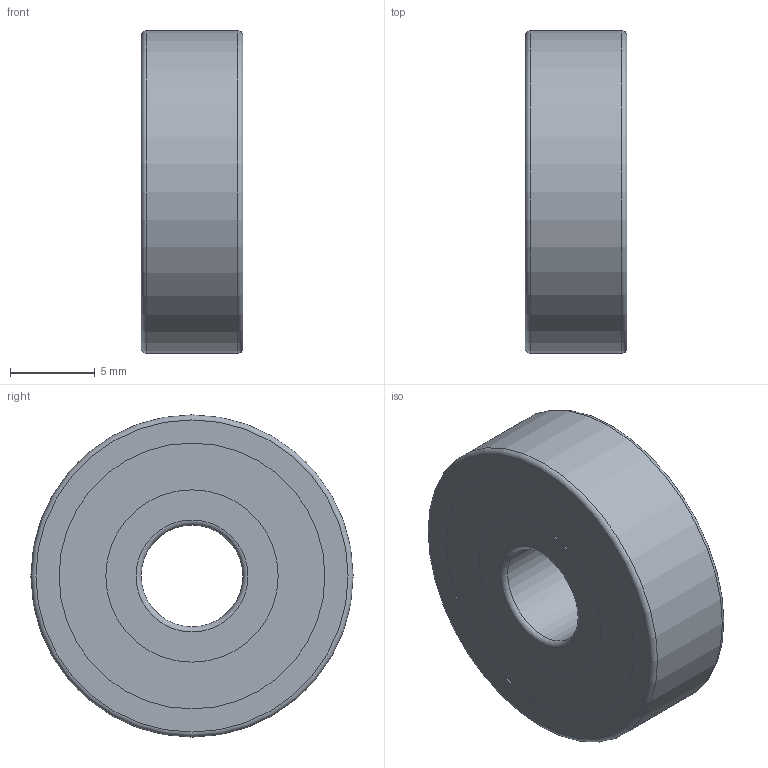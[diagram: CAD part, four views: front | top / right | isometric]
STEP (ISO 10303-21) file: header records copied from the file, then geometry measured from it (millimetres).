
FILE_DESCRIPTION(/* description */ ('STEP AP214'),/* implementation_level */ '2;1');
FILE_NAME(/* name */ '626ZZ',/* time_stamp */ '2025-10-08T15:39:33+02:00',/* author */ ('License CC BY-ND 4.0'),/* organization */ ('CADENAS'),/* preprocessor_version */ 'ST-DEVELOPER v19.3',/* originating_system */ 'PARTsolutions',/* authorisation */ ' ');
FILE_SCHEMA (('AUTOMOTIVE_DESIGN {1 0 10303 214 3 1 1}'));
Length unit declared in the file: millimetre
Products named in the file (5): 626ZZ; 626ZZ Inner ring; 626ZZ Outer ring; 626ZZ Shield; 626ZZ Ball
Assembly tree (10 placements, depth 2):
  626ZZ
    626ZZ Inner ring
    626ZZ Outer ring
    626ZZ Shield  x2
    626ZZ Ball  x6
Bounding box: 6 x 19 x 19 mm (x, y, z)
Volume: 1047.3 mm3; surface area: 2029.9 mm2
Topology: 10 solids, 10 shells, 34 faces, 64 edges, 40 vertices
Faces by surface type: cylinder 12, plane 10, torus 6, sphere 6
Full cylindrical faces by diameter (mm): 6 x1, 10.16 x4, 14.84 x2, 15.672 x4, 19 x1
Entity records: 686 total; most frequent: DIRECTION 120, CARTESIAN_POINT 85, AXIS2_PLACEMENT_3D 60, FACE_BOUND 49, ORIENTED_EDGE 48, EDGE_LOOP 48, VERTEX_POINT 25, ADVANCED_FACE 25
